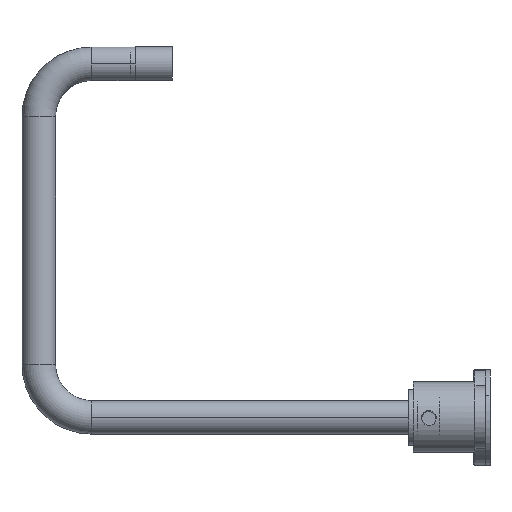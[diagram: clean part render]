
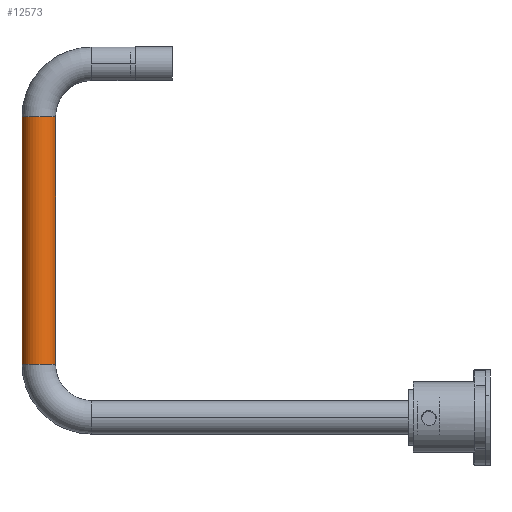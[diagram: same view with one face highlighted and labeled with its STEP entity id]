
A CAD part, left-side view. The second image highlights one B-rep face of the part: STEP entity #12573.
In plain terms, the highlighted cylindrical face has radius 9.5 mm (diameter 19 mm), a partial arc.
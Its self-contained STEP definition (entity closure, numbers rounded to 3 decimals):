
#8007 = CARTESIAN_POINT ( 'NONE',  ( 0.142, 301.7, 170. ) ) ;
#9893 = EDGE_CURVE ( 'NONE', #14268, #20097, #51587, .T. ) ;
#12573 = ADVANCED_FACE ( 'NONE', ( #31942 ), #55532, .T. ) ;
#14268 = VERTEX_POINT ( 'NONE', #21743 ) ;
#18546 = DIRECTION ( 'NONE',  ( 0.001, 0., 1. ) ) ;
#20097 = VERTEX_POINT ( 'NONE', #21123 ) ;
#21123 = CARTESIAN_POINT ( 'NONE',  ( 0.142, 311.2, 170. ) ) ;
#21743 = CARTESIAN_POINT ( 'NONE',  ( 0.025, 311.2, 30. ) ) ;
#23172 = DIRECTION ( 'NONE',  ( 0.001, 0., 1. ) ) ;
#24502 = DIRECTION ( 'NONE',  ( 0., -1., 0. ) ) ;
#25169 = ORIENTED_EDGE ( 'NONE', *, *, #42247, .T. ) ;
#28503 = DIRECTION ( 'NONE',  ( 0.001, 0., 1. ) ) ;
#31942 = FACE_OUTER_BOUND ( 'NONE', #59503, .T. ) ;
#33320 = AXIS2_PLACEMENT_3D ( 'NONE', #77733, #18546, #24502 ) ;
#34392 = EDGE_CURVE ( 'NONE', #20097, #90072, #44635, .T. ) ;
#35298 = EDGE_CURVE ( 'NONE', #37567, #90072, #43666, .T. ) ;
#35384 = CARTESIAN_POINT ( 'NONE',  ( 0.025, 311.2, 30. ) ) ;
#37104 = ORIENTED_EDGE ( 'NONE', *, *, #34392, .F. ) ;
#37567 = VERTEX_POINT ( 'NONE', #79604 ) ;
#40825 = ORIENTED_EDGE ( 'NONE', *, *, #9893, .F. ) ;
#42247 = EDGE_CURVE ( 'NONE', #14268, #37567, #69436, .T. ) ;
#43666 = LINE ( 'NONE', #73763, #54085 ) ;
#44016 = VECTOR ( 'NONE', #28503, 1000. ) ;
#44635 = CIRCLE ( 'NONE', #54078, 9.5 ) ;
#45950 = DIRECTION ( 'NONE',  ( 0.001, 0., 1. ) ) ;
#51587 = LINE ( 'NONE', #35384, #44016 ) ;
#53180 = CARTESIAN_POINT ( 'NONE',  ( 0.025, 301.7, 30. ) ) ;
#54078 = AXIS2_PLACEMENT_3D ( 'NONE', #8007, #88882, #75079 ) ;
#54085 = VECTOR ( 'NONE', #45950, 1000. ) ;
#55532 = CYLINDRICAL_SURFACE ( 'NONE', #33320, 9.5 ) ;
#59503 = EDGE_LOOP ( 'NONE', ( #40825, #25169, #85974, #37104 ) ) ;
#69436 = CIRCLE ( 'NONE', #74135, 9.5 ) ;
#73763 = CARTESIAN_POINT ( 'NONE',  ( 0.025, 292.2, 30. ) ) ;
#74135 = AXIS2_PLACEMENT_3D ( 'NONE', #53180, #23172, #83276 ) ;
#75079 = DIRECTION ( 'NONE',  ( 1., 0., -0.001 ) ) ;
#77733 = CARTESIAN_POINT ( 'NONE',  ( 0.025, 301.7, 30. ) ) ;
#79604 = CARTESIAN_POINT ( 'NONE',  ( 0.025, 292.2, 30. ) ) ;
#80118 = CARTESIAN_POINT ( 'NONE',  ( 0.142, 292.2, 170. ) ) ;
#83276 = DIRECTION ( 'NONE',  ( 1., 0., -0.001 ) ) ;
#85974 = ORIENTED_EDGE ( 'NONE', *, *, #35298, .T. ) ;
#88882 = DIRECTION ( 'NONE',  ( 0.001, 0., 1. ) ) ;
#90072 = VERTEX_POINT ( 'NONE', #80118 ) ;
